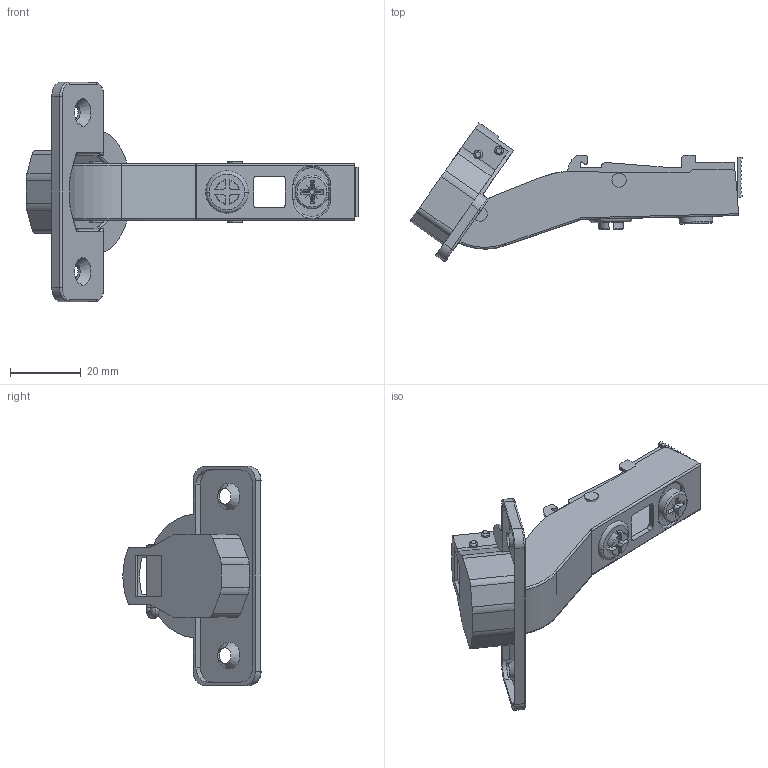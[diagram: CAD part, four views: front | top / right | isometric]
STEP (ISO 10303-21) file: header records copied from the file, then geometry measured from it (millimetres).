
FILE_DESCRIPTION (( 'STEP AP214' ), '1' );
FILE_NAME ('F000036,F000037-CLOSE_3D.step', '2022-06-06T12:50:07', ( '' ), ( '' ), 'SwSTEP 2.0', 'SolidWorks 2020', '' );
FILE_SCHEMA (( 'AUTOMOTIVE_DESIGN' ));
Length unit declared in the file: millimetre
Products named in the file (6): Spoj raminka miska; Vidlice; Miska; Raminko 45 NC70; 鋀p; F000036,F000037-CLOSE_3D
Assembly tree (7 placements, depth 2):
  F000036,F000037-CLOSE_3D
    Raminko 45 NC70
    Spoj raminka miska
    Miska
    Vidlice
    鋀p  x3
Bounding box: 93.91 x 39.12 x 62 mm (x, y, z)
Volume: 8693 mm3; surface area: 17336.3 mm2
Topology: 10 solids, 10 shells, 423 faces, 1137 edges, 732 vertices
Faces by surface type: plane 217, cylinder 153, torus 22, cone 16, bspline 12, sphere 3
Entity records: 13605 total; most frequent: CARTESIAN_POINT 2798, ORIENTED_EDGE 2242, DIRECTION 2186, EDGE_CURVE 1121, AXIS2_PLACEMENT_3D 740, VERTEX_POINT 724, LINE 706, VECTOR 706
